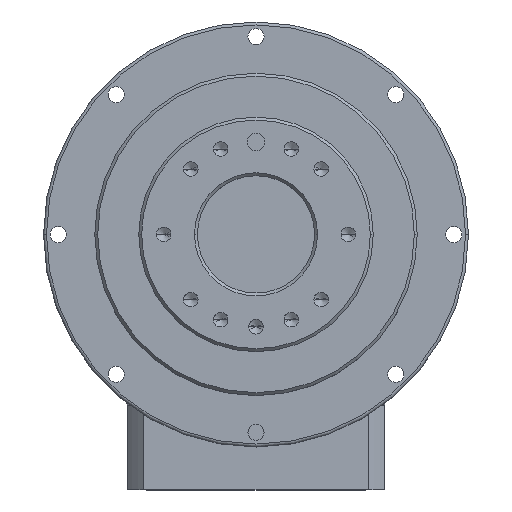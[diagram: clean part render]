
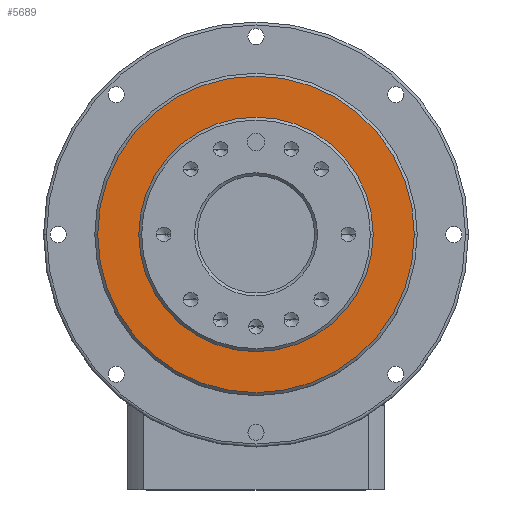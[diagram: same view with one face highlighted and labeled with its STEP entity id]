
A CAD part, top view. The second image highlights one B-rep face of the part: STEP entity #5689.
In plain terms, the highlighted planar face has unit normal (0, 0, 1).
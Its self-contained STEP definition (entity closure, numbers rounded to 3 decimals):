
#184 = DIRECTION ( 'NONE',  ( 1., 0., 0. ) ) ;
#791 = VERTEX_POINT ( 'NONE', #5095 ) ;
#983 = AXIS2_PLACEMENT_3D ( 'NONE', #7356, #2629, #8158 ) ;
#1094 = CARTESIAN_POINT ( 'NONE',  ( 40., 0., 104. ) ) ;
#1577 = EDGE_CURVE ( 'NONE', #791, #9749, #6165, .T. ) ;
#1769 = CARTESIAN_POINT ( 'NONE',  ( 0., 0., 104. ) ) ;
#2387 = ORIENTED_EDGE ( 'NONE', *, *, #10205, .T. ) ;
#2529 = AXIS2_PLACEMENT_3D ( 'NONE', #1769, #7284, #2557 ) ;
#2557 = DIRECTION ( 'NONE',  ( 1., 0., 0. ) ) ;
#2629 = DIRECTION ( 'NONE',  ( 0., 0., 1. ) ) ;
#3126 = VERTEX_POINT ( 'NONE', #1094 ) ;
#3195 = ORIENTED_EDGE ( 'NONE', *, *, #6601, .F. ) ;
#3285 = PLANE ( 'NONE',  #4706 ) ;
#3435 = ORIENTED_EDGE ( 'NONE', *, *, #1577, .T. ) ;
#3687 = CARTESIAN_POINT ( 'NONE',  ( -54., 0., 104. ) ) ;
#3741 = CARTESIAN_POINT ( 'NONE',  ( 0., 0., 104. ) ) ;
#3925 = CIRCLE ( 'NONE', #3987, 40. ) ;
#3987 = AXIS2_PLACEMENT_3D ( 'NONE', #3741, #9287, #4530 ) ;
#4091 = CARTESIAN_POINT ( 'NONE',  ( 0., 0., 104. ) ) ;
#4279 = DIRECTION ( 'NONE',  ( 0., 0., 1. ) ) ;
#4530 = DIRECTION ( 'NONE',  ( 1., 0., 0. ) ) ;
#4706 = AXIS2_PLACEMENT_3D ( 'NONE', #4091, #4875, #184 ) ;
#4875 = DIRECTION ( 'NONE',  ( 0., 0., 1. ) ) ;
#4952 = EDGE_LOOP ( 'NONE', ( #3195, #8443 ) ) ;
#5095 = CARTESIAN_POINT ( 'NONE',  ( 54., 0., 104. ) ) ;
#5689 = ADVANCED_FACE ( 'NONE', ( #8504, #8766 ), #3285, .T. ) ;
#6118 = EDGE_CURVE ( 'NONE', #6315, #3126, #3925, .T. ) ;
#6165 = CIRCLE ( 'NONE', #8321, 54. ) ;
#6315 = VERTEX_POINT ( 'NONE', #7941 ) ;
#6601 = EDGE_CURVE ( 'NONE', #3126, #6315, #7158, .T. ) ;
#7158 = CIRCLE ( 'NONE', #2529, 40. ) ;
#7284 = DIRECTION ( 'NONE',  ( 0., 0., 1. ) ) ;
#7356 = CARTESIAN_POINT ( 'NONE',  ( 0., 0., 104. ) ) ;
#7723 = CIRCLE ( 'NONE', #983, 54. ) ;
#7941 = CARTESIAN_POINT ( 'NONE',  ( -40., 0., 104. ) ) ;
#8158 = DIRECTION ( 'NONE',  ( 1., 0., 0. ) ) ;
#8321 = AXIS2_PLACEMENT_3D ( 'NONE', #9045, #4279, #9823 ) ;
#8443 = ORIENTED_EDGE ( 'NONE', *, *, #6118, .F. ) ;
#8504 = FACE_OUTER_BOUND ( 'NONE', #8683, .T. ) ;
#8683 = EDGE_LOOP ( 'NONE', ( #2387, #3435 ) ) ;
#8766 = FACE_BOUND ( 'NONE', #4952, .T. ) ;
#9045 = CARTESIAN_POINT ( 'NONE',  ( 0., 0., 104. ) ) ;
#9287 = DIRECTION ( 'NONE',  ( 0., 0., 1. ) ) ;
#9749 = VERTEX_POINT ( 'NONE', #3687 ) ;
#9823 = DIRECTION ( 'NONE',  ( 1., 0., 0. ) ) ;
#10205 = EDGE_CURVE ( 'NONE', #9749, #791, #7723, .T. ) ;
